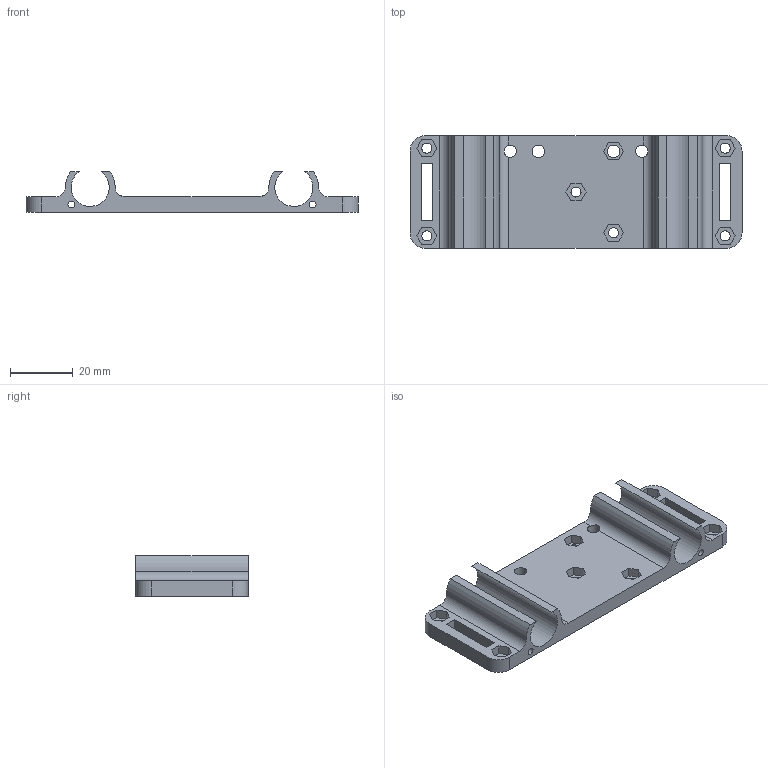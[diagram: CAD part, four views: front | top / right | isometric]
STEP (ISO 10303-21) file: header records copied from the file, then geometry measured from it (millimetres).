
FILE_DESCRIPTION(('FreeCAD Model'),'2;1');
FILE_NAME('y-frog-x1.step', '2021-07-30T20:35:56',('Author'),(''), 'Open CASCADE STEP processor 7.3','FreeCAD','Unknown');
FILE_SCHEMA(('AUTOMOTIVE_DESIGN { 1 0 10303 214 1 1 1 1 }'));
Length unit declared in the file: millimetre
Products named in the file (1): frog
Bounding box: 106 x 36 x 13 mm (x, y, z)
Volume: 18208.8 mm3; surface area: 12710.2 mm2
Topology: 1 solids, 1 shells, 95 faces, 268 edges, 180 vertices
Faces by surface type: plane 69, cylinder 26
Full cylindrical faces by diameter (mm): 2.2 x2, 3.2 x6, 4 x4
Entity records: 7642 total; most frequent: CARTESIAN_POINT 1578, DIRECTION 994, LINE 662, VECTOR 662, ORIENTED_EDGE 536, PCURVE 536, DEFINITIONAL_REPRESENTATION 536, EDGE_CURVE 268
